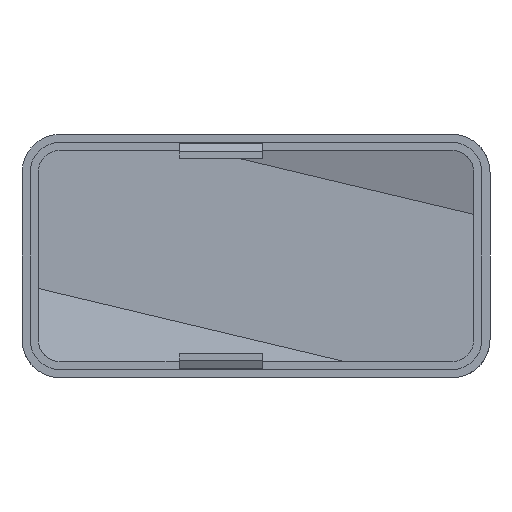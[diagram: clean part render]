
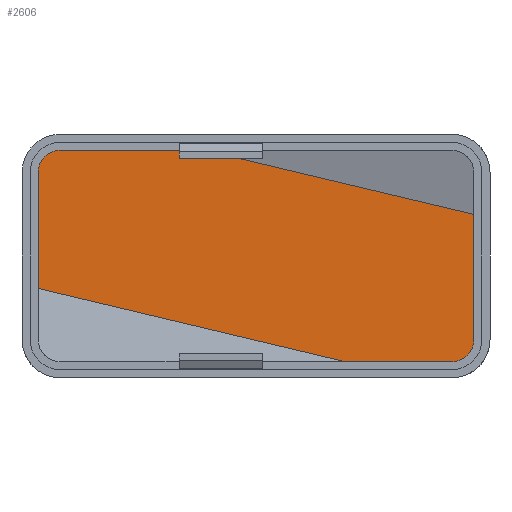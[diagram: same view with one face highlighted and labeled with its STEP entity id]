
A CAD part, front view. The second image highlights one B-rep face of the part: STEP entity #2606.
In plain terms, the highlighted planar face has unit normal (0, -1, 0).
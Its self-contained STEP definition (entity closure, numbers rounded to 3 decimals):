
#3 = LINE ( 'NONE', #2693, #1142 ) ;
#38 = ORIENTED_EDGE ( 'NONE', *, *, #1332, .F. ) ;
#50 = EDGE_LOOP ( 'NONE', ( #222, #38, #486, #1080, #2741, #1878, #664, #3069 ) ) ;
#54 = VERTEX_POINT ( 'NONE', #1790 ) ;
#58 = CARTESIAN_POINT ( 'NONE',  ( -30.5, 12.2, 13. ) ) ;
#101 = EDGE_CURVE ( 'NONE', #244, #1240, #1059, .T. ) ;
#102 = CARTESIAN_POINT ( 'NONE',  ( -34., 12.2, 16.5 ) ) ;
#152 = VERTEX_POINT ( 'NONE', #914 ) ;
#215 = CARTESIAN_POINT ( 'NONE',  ( -23.462, 12.2, 20.181 ) ) ;
#222 = ORIENTED_EDGE ( 'NONE', *, *, #2186, .F. ) ;
#244 = VERTEX_POINT ( 'NONE', #1936 ) ;
#294 = FACE_OUTER_BOUND ( 'NONE', #50, .T. ) ;
#309 = DIRECTION ( 'NONE',  ( 0., -1., 0. ) ) ;
#386 = VERTEX_POINT ( 'NONE', #2380 ) ;
#486 = ORIENTED_EDGE ( 'NONE', *, *, #2296, .F. ) ;
#664 = ORIENTED_EDGE ( 'NONE', *, *, #3077, .F. ) ;
#668 = DIRECTION ( 'NONE',  ( -0.973, 0., 0.232 ) ) ;
#861 = CARTESIAN_POINT ( 'NONE',  ( 14., 12.2, -16.5 ) ) ;
#885 = LINE ( 'NONE', #2899, #3034 ) ;
#914 = CARTESIAN_POINT ( 'NONE',  ( 34., 12.2, -13. ) ) ;
#952 = VECTOR ( 'NONE', #2409, 1000. ) ;
#1048 = DIRECTION ( 'NONE',  ( 0., 0., -1. ) ) ;
#1059 = LINE ( 'NONE', #102, #1709 ) ;
#1079 = DIRECTION ( 'NONE',  ( 0., 1., 0. ) ) ;
#1080 = ORIENTED_EDGE ( 'NONE', *, *, #1917, .F. ) ;
#1136 = DIRECTION ( 'NONE',  ( 0., 0., -1. ) ) ;
#1142 = VECTOR ( 'NONE', #1454, 1000. ) ;
#1240 = VERTEX_POINT ( 'NONE', #1615 ) ;
#1303 = VECTOR ( 'NONE', #1136, 1000. ) ;
#1321 = CARTESIAN_POINT ( 'NONE',  ( 30.5, 12.2, -13. ) ) ;
#1332 = EDGE_CURVE ( 'NONE', #2651, #2359, #3, .T. ) ;
#1426 = DIRECTION ( 'NONE',  ( 1., 0., 0. ) ) ;
#1454 = DIRECTION ( 'NONE',  ( -1., 0., 0. ) ) ;
#1615 = CARTESIAN_POINT ( 'NONE',  ( -8., 12.2, 16.5 ) ) ;
#1709 = VECTOR ( 'NONE', #1426, 1000. ) ;
#1790 = CARTESIAN_POINT ( 'NONE',  ( -34., 12.2, 13. ) ) ;
#1816 = CARTESIAN_POINT ( 'NONE',  ( 0., 12.2, 0. ) ) ;
#1820 = DIRECTION ( 'NONE',  ( 0., 0., -1. ) ) ;
#1878 = ORIENTED_EDGE ( 'NONE', *, *, #101, .F. ) ;
#1917 = EDGE_CURVE ( 'NONE', #2405, #152, #2116, .T. ) ;
#1936 = CARTESIAN_POINT ( 'NONE',  ( -30.5, 12.2, 16.5 ) ) ;
#1959 = DIRECTION ( 'NONE',  ( 0., 0., 1. ) ) ;
#2110 = LINE ( 'NONE', #215, #952 ) ;
#2116 = LINE ( 'NONE', #2605, #1303 ) ;
#2186 = EDGE_CURVE ( 'NONE', #2359, #386, #885, .T. ) ;
#2187 = LINE ( 'NONE', #2959, #2201 ) ;
#2201 = VECTOR ( 'NONE', #1959, 1000. ) ;
#2264 = CARTESIAN_POINT ( 'NONE',  ( 30.5, 12.2, -16.5 ) ) ;
#2296 = EDGE_CURVE ( 'NONE', #152, #2651, #2326, .T. ) ;
#2326 = CIRCLE ( 'NONE', #2979, 3.5 ) ;
#2359 = VERTEX_POINT ( 'NONE', #861 ) ;
#2380 = CARTESIAN_POINT ( 'NONE',  ( -34., 12.2, -5.071 ) ) ;
#2405 = VERTEX_POINT ( 'NONE', #2739 ) ;
#2409 = DIRECTION ( 'NONE',  ( 0.973, 0., -0.232 ) ) ;
#2476 = EDGE_CURVE ( 'NONE', #1240, #2405, #2110, .T. ) ;
#2601 = CIRCLE ( 'NONE', #2704, 3.5 ) ;
#2605 = CARTESIAN_POINT ( 'NONE',  ( 34., 12.2, 16.5 ) ) ;
#2606 = ADVANCED_FACE ( 'NONE', ( #294 ), #2735, .T. ) ;
#2651 = VERTEX_POINT ( 'NONE', #2264 ) ;
#2693 = CARTESIAN_POINT ( 'NONE',  ( -34., 12.2, -16.5 ) ) ;
#2704 = AXIS2_PLACEMENT_3D ( 'NONE', #58, #1079, #1048 ) ;
#2735 = PLANE ( 'NONE',  #3147 ) ;
#2739 = CARTESIAN_POINT ( 'NONE',  ( 34., 12.2, 6.5 ) ) ;
#2741 = ORIENTED_EDGE ( 'NONE', *, *, #2476, .F. ) ;
#2899 = CARTESIAN_POINT ( 'NONE',  ( -42.54, 12.2, -3.038 ) ) ;
#2914 = EDGE_CURVE ( 'NONE', #386, #54, #2187, .T. ) ;
#2959 = CARTESIAN_POINT ( 'NONE',  ( -34., 12.2, 16.5 ) ) ;
#2979 = AXIS2_PLACEMENT_3D ( 'NONE', #1321, #3032, #1820 ) ;
#3032 = DIRECTION ( 'NONE',  ( 0., 1., 0. ) ) ;
#3034 = VECTOR ( 'NONE', #668, 1000. ) ;
#3046 = DIRECTION ( 'NONE',  ( 0., 0., -1. ) ) ;
#3069 = ORIENTED_EDGE ( 'NONE', *, *, #2914, .F. ) ;
#3077 = EDGE_CURVE ( 'NONE', #54, #244, #2601, .T. ) ;
#3147 = AXIS2_PLACEMENT_3D ( 'NONE', #1816, #309, #3046 ) ;
